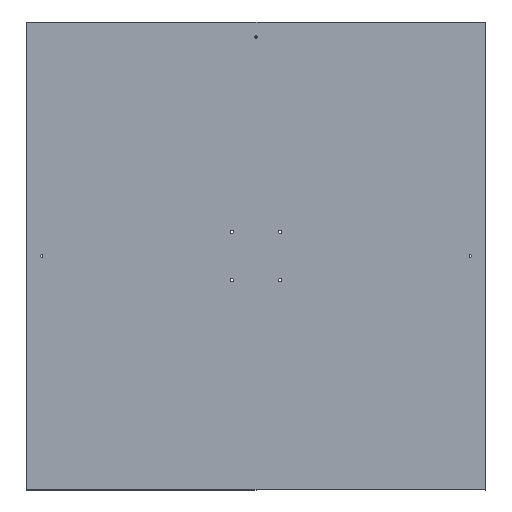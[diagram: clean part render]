
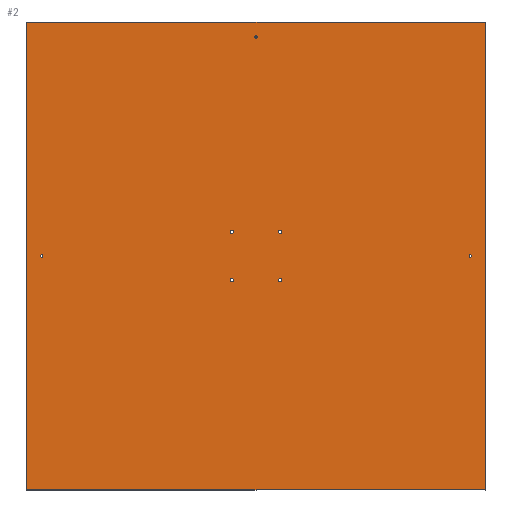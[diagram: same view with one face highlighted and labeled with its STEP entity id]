
A CAD part, top view. The second image highlights one B-rep face of the part: STEP entity #2.
In plain terms, the highlighted planar face has unit normal (0, 0, 1).
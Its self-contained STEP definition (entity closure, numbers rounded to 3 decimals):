
#2 = ADVANCED_FACE ( 'NONE', ( #165, #95, #464, #445, #376, #449, #338, #416 ), #413, .F. ) ;
#6 = AXIS2_PLACEMENT_3D ( 'NONE', #377, #175, #135 ) ;
#32 = AXIS2_PLACEMENT_3D ( 'NONE', #113, #410, #75 ) ;
#37 = EDGE_CURVE ( 'NONE', #46, #385, #262, .T. ) ;
#39 = CIRCLE ( 'NONE', #166, 1.75 ) ;
#41 = CARTESIAN_POINT ( 'NONE',  ( 340., 347., 6. ) ) ;
#42 = LINE ( 'NONE', #182, #467 ) ;
#44 = VERTEX_POINT ( 'NONE', #257 ) ;
#46 = VERTEX_POINT ( 'NONE', #334 ) ;
#47 = AXIS2_PLACEMENT_3D ( 'NONE', #112, #228, #333 ) ;
#54 = EDGE_CURVE ( 'NONE', #110, #110, #105, .T. ) ;
#74 = ORIENTED_EDGE ( 'NONE', *, *, #84, .T. ) ;
#75 = DIRECTION ( 'NONE',  ( -1., 0., 0. ) ) ;
#76 = VERTEX_POINT ( 'NONE', #143 ) ;
#81 = CARTESIAN_POINT ( 'NONE',  ( 340., 347., 6. ) ) ;
#84 = EDGE_CURVE ( 'NONE', #191, #191, #378, .T. ) ;
#89 = VECTOR ( 'NONE', #295, 1000. ) ;
#93 = EDGE_CURVE ( 'NONE', #147, #147, #370, .T. ) ;
#95 = FACE_BOUND ( 'NONE', #460, .T. ) ;
#96 = LINE ( 'NONE', #244, #140 ) ;
#97 = DIRECTION ( 'NONE',  ( 0., -1., 0. ) ) ;
#104 = DIRECTION ( 'NONE',  ( 1., 0., 0. ) ) ;
#105 = CIRCLE ( 'NONE', #32, 1.75 ) ;
#110 = VERTEX_POINT ( 'NONE', #184 ) ;
#112 = CARTESIAN_POINT ( 'NONE',  ( 0., 0., 6. ) ) ;
#113 = CARTESIAN_POINT ( 'NONE',  ( 318., 0., 6. ) ) ;
#114 = VERTEX_POINT ( 'NONE', #222 ) ;
#120 = EDGE_CURVE ( 'NONE', #76, #76, #39, .T. ) ;
#123 = VERTEX_POINT ( 'NONE', #403 ) ;
#126 = DIRECTION ( 'NONE',  ( 0., 0., 1. ) ) ;
#135 = DIRECTION ( 'NONE',  ( 1., 0., 0. ) ) ;
#136 = EDGE_CURVE ( 'NONE', #44, #44, #138, .T. ) ;
#138 = CIRCLE ( 'NONE', #180, 2.5 ) ;
#140 = VECTOR ( 'NONE', #97, 1000. ) ;
#141 = CARTESIAN_POINT ( 'NONE',  ( 0., 325., 6. ) ) ;
#143 = CARTESIAN_POINT ( 'NONE',  ( 1.75, 325., 6. ) ) ;
#145 = ORIENTED_EDGE ( 'NONE', *, *, #440, .T. ) ;
#147 = VERTEX_POINT ( 'NONE', #215 ) ;
#153 = VERTEX_POINT ( 'NONE', #297 ) ;
#162 = ORIENTED_EDGE ( 'NONE', *, *, #390, .F. ) ;
#164 = EDGE_LOOP ( 'NONE', ( #203 ) ) ;
#165 = FACE_BOUND ( 'NONE', #268, .T. ) ;
#166 = AXIS2_PLACEMENT_3D ( 'NONE', #141, #434, #210 ) ;
#175 = DIRECTION ( 'NONE',  ( 0., 0., 1. ) ) ;
#180 = AXIS2_PLACEMENT_3D ( 'NONE', #284, #326, #104 ) ;
#182 = CARTESIAN_POINT ( 'NONE',  ( 340., -347., 6. ) ) ;
#184 = CARTESIAN_POINT ( 'NONE',  ( 316.25, 0., 6. ) ) ;
#186 = DIRECTION ( 'NONE',  ( 1., 0., 0. ) ) ;
#189 = EDGE_LOOP ( 'NONE', ( #448 ) ) ;
#191 = VERTEX_POINT ( 'NONE', #441 ) ;
#202 = EDGE_LOOP ( 'NONE', ( #234, #412, #145, #346 ) ) ;
#203 = ORIENTED_EDGE ( 'NONE', *, *, #136, .F. ) ;
#208 = CARTESIAN_POINT ( 'NONE',  ( 340., -347., 6. ) ) ;
#210 = DIRECTION ( 'NONE',  ( 1., 0., 0. ) ) ;
#215 = CARTESIAN_POINT ( 'NONE',  ( -316.25, 0., 6. ) ) ;
#222 = CARTESIAN_POINT ( 'NONE',  ( -33.5, -36., 6. ) ) ;
#224 = DIRECTION ( 'NONE',  ( -1., 0., 0. ) ) ;
#225 = DIRECTION ( 'NONE',  ( 0., 1., 0. ) ) ;
#228 = DIRECTION ( 'NONE',  ( 0., 0., -1. ) ) ;
#234 = ORIENTED_EDGE ( 'NONE', *, *, #342, .T. ) ;
#242 = AXIS2_PLACEMENT_3D ( 'NONE', #446, #259, #224 ) ;
#244 = CARTESIAN_POINT ( 'NONE',  ( -340., 347., 6. ) ) ;
#257 = CARTESIAN_POINT ( 'NONE',  ( -33.5, 36., 6. ) ) ;
#259 = DIRECTION ( 'NONE',  ( 0., 0., -1. ) ) ;
#262 = LINE ( 'NONE', #81, #89 ) ;
#265 = AXIS2_PLACEMENT_3D ( 'NONE', #456, #126, #272 ) ;
#268 = EDGE_LOOP ( 'NONE', ( #444 ) ) ;
#272 = DIRECTION ( 'NONE',  ( 1., 0., 0. ) ) ;
#276 = CIRCLE ( 'NONE', #265, 2.5 ) ;
#284 = CARTESIAN_POINT ( 'NONE',  ( -36., 36., 6. ) ) ;
#295 = DIRECTION ( 'NONE',  ( -1., 0., 0. ) ) ;
#297 = CARTESIAN_POINT ( 'NONE',  ( 33.5, 36., 6. ) ) ;
#300 = EDGE_LOOP ( 'NONE', ( #74 ) ) ;
#306 = EDGE_CURVE ( 'NONE', #153, #153, #398, .T. ) ;
#312 = ORIENTED_EDGE ( 'NONE', *, *, #120, .F. ) ;
#326 = DIRECTION ( 'NONE',  ( 0., 0., 1. ) ) ;
#333 = DIRECTION ( 'NONE',  ( -1., 0., 0. ) ) ;
#334 = CARTESIAN_POINT ( 'NONE',  ( 340., 347., 6. ) ) ;
#336 = AXIS2_PLACEMENT_3D ( 'NONE', #358, #400, #461 ) ;
#338 = FACE_BOUND ( 'NONE', #380, .T. ) ;
#339 = VERTEX_POINT ( 'NONE', #208 ) ;
#342 = EDGE_CURVE ( 'NONE', #385, #123, #96, .T. ) ;
#346 = ORIENTED_EDGE ( 'NONE', *, *, #37, .T. ) ;
#358 = CARTESIAN_POINT ( 'NONE',  ( 36., 36., 6. ) ) ;
#370 = CIRCLE ( 'NONE', #6, 1.75 ) ;
#376 = FACE_OUTER_BOUND ( 'NONE', #202, .T. ) ;
#377 = CARTESIAN_POINT ( 'NONE',  ( -318., 0., 6. ) ) ;
#378 = CIRCLE ( 'NONE', #242, 2.5 ) ;
#380 = EDGE_LOOP ( 'NONE', ( #442 ) ) ;
#385 = VERTEX_POINT ( 'NONE', #465 ) ;
#390 = EDGE_CURVE ( 'NONE', #114, #114, #276, .T. ) ;
#398 = CIRCLE ( 'NONE', #336, 2.5 ) ;
#400 = DIRECTION ( 'NONE',  ( 0., 0., -1. ) ) ;
#403 = CARTESIAN_POINT ( 'NONE',  ( -340., -347., 6. ) ) ;
#405 = LINE ( 'NONE', #41, #437 ) ;
#408 = EDGE_CURVE ( 'NONE', #123, #339, #42, .T. ) ;
#410 = DIRECTION ( 'NONE',  ( 0., 0., -1. ) ) ;
#412 = ORIENTED_EDGE ( 'NONE', *, *, #408, .T. ) ;
#413 = PLANE ( 'NONE',  #47 ) ;
#415 = EDGE_LOOP ( 'NONE', ( #312 ) ) ;
#416 = FACE_BOUND ( 'NONE', #300, .T. ) ;
#434 = DIRECTION ( 'NONE',  ( 0., 0., 1. ) ) ;
#437 = VECTOR ( 'NONE', #225, 1000. ) ;
#440 = EDGE_CURVE ( 'NONE', #339, #46, #405, .T. ) ;
#441 = CARTESIAN_POINT ( 'NONE',  ( 33.5, -36., 6. ) ) ;
#442 = ORIENTED_EDGE ( 'NONE', *, *, #306, .T. ) ;
#444 = ORIENTED_EDGE ( 'NONE', *, *, #93, .F. ) ;
#445 = FACE_BOUND ( 'NONE', #164, .T. ) ;
#446 = CARTESIAN_POINT ( 'NONE',  ( 36., -36., 6. ) ) ;
#448 = ORIENTED_EDGE ( 'NONE', *, *, #54, .T. ) ;
#449 = FACE_BOUND ( 'NONE', #189, .T. ) ;
#456 = CARTESIAN_POINT ( 'NONE',  ( -36., -36., 6. ) ) ;
#460 = EDGE_LOOP ( 'NONE', ( #162 ) ) ;
#461 = DIRECTION ( 'NONE',  ( -1., 0., 0. ) ) ;
#464 = FACE_BOUND ( 'NONE', #415, .T. ) ;
#465 = CARTESIAN_POINT ( 'NONE',  ( -340., 347., 6. ) ) ;
#467 = VECTOR ( 'NONE', #186, 1000. ) ;
